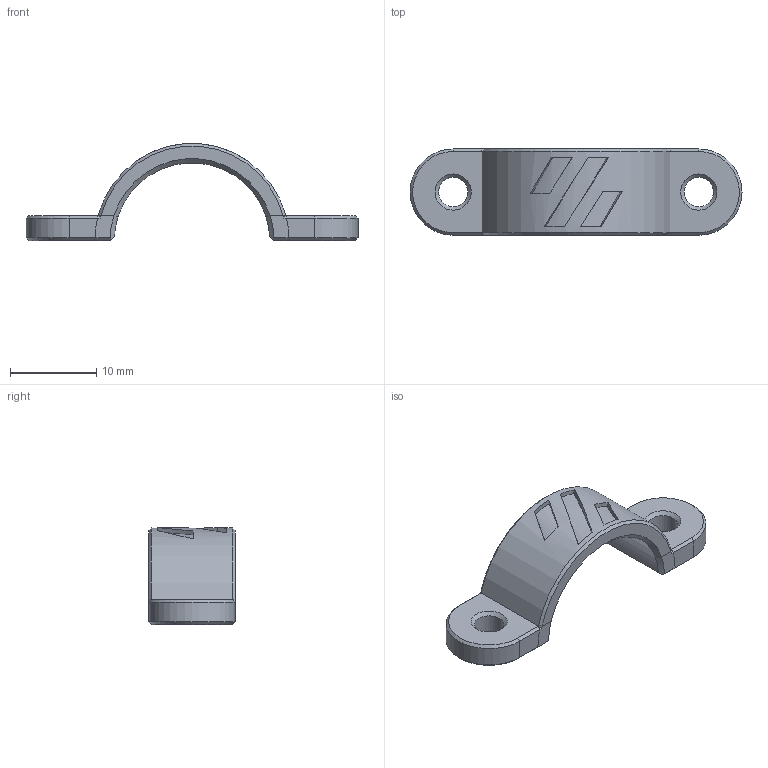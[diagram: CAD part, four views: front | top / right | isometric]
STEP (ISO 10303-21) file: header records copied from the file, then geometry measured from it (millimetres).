
FILE_DESCRIPTION(/* description */ (''),/* implementation_level */ '2;1');
FILE_NAME(/* name */ 'Mammoth-CPAP_Clamp-Voron_Logo.step',/* time_stamp */ '2023-06-10T23:43:38+02:00',/* author */ (''),/* organization */ (''),/* preprocessor_version */ 'ST-DEVELOPER v19.2',/* originating_system */ 'Autodesk Translation Framework v12.6.0.85',/* authorisation */ '');
FILE_SCHEMA (('AUTOMOTIVE_DESIGN { 1 0 10303 214 3 1 1 }'));
Length unit declared in the file: millimetre
Products named in the file (1): Mammoth-Part3
Bounding box: 38.48 x 10 x 11.25 mm (x, y, z)
Volume: 1034.1 mm3; surface area: 1173.2 mm2
Topology: 1 solids, 1 shells, 72 faces, 171 edges, 104 vertices
Faces by surface type: plane 34, bspline 19, cone 10, cylinder 9
Full cylindrical faces by diameter (mm): 3.4 x2
Entity records: 2389 total; most frequent: CARTESIAN_POINT 815, ORIENTED_EDGE 342, DIRECTION 259, EDGE_CURVE 171, VERTEX_POINT 104, AXIS2_PLACEMENT_3D 88, LINE 83, VECTOR 83
